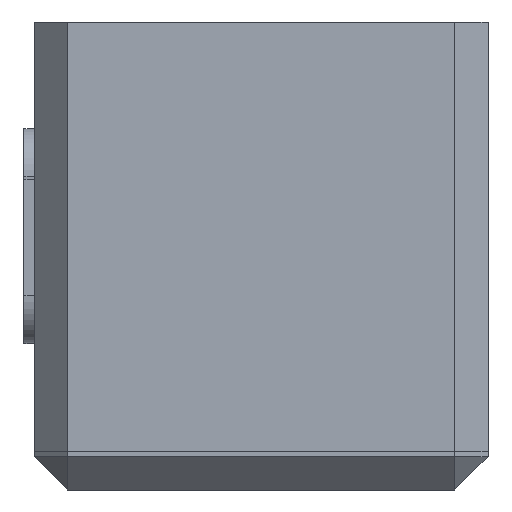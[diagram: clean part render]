
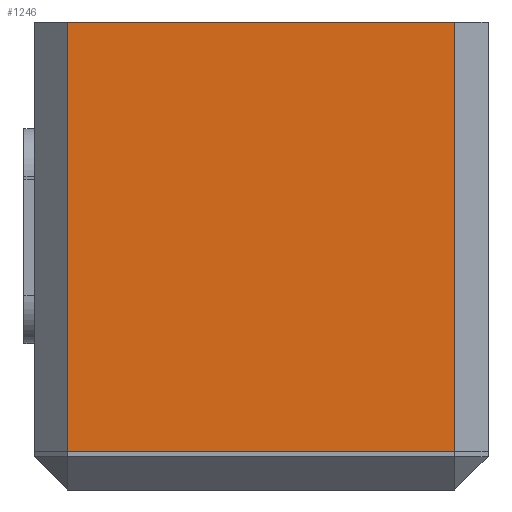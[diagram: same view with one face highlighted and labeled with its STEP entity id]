
A CAD part, left-side view. The second image highlights one B-rep face of the part: STEP entity #1246.
In plain terms, the highlighted planar face has unit normal (-1, 0, 0).
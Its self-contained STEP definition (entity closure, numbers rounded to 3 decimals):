
#491 = EDGE_CURVE('',#492,#494,#496,.T.);
#492 = VERTEX_POINT('',#493);
#493 = CARTESIAN_POINT('',(-17.312,7.574,1.5));
#494 = VERTEX_POINT('',#495);
#495 = CARTESIAN_POINT('',(-17.312,-7.574,1.5));
#496 = LINE('',#497,#498);
#497 = CARTESIAN_POINT('',(-17.312,8.874,1.5));
#498 = VECTOR('',#499,1.);
#499 = DIRECTION('',(0.,-1.,0.));
#1246 = ADVANCED_FACE('',(#1247),#1272,.F.);
#1247 = FACE_BOUND('',#1248,.F.);
#1248 = EDGE_LOOP('',(#1249,#1250,#1258,#1266));
#1249 = ORIENTED_EDGE('',*,*,#491,.F.);
#1250 = ORIENTED_EDGE('',*,*,#1251,.T.);
#1251 = EDGE_CURVE('',#492,#1252,#1254,.T.);
#1252 = VERTEX_POINT('',#1253);
#1253 = CARTESIAN_POINT('',(-17.312,7.574,18.3));
#1254 = LINE('',#1255,#1256);
#1255 = CARTESIAN_POINT('',(-17.312,7.574,1.5));
#1256 = VECTOR('',#1257,1.);
#1257 = DIRECTION('',(0.,0.,1.));
#1258 = ORIENTED_EDGE('',*,*,#1259,.T.);
#1259 = EDGE_CURVE('',#1252,#1260,#1262,.T.);
#1260 = VERTEX_POINT('',#1261);
#1261 = CARTESIAN_POINT('',(-17.312,-7.574,18.3));
#1262 = LINE('',#1263,#1264);
#1263 = CARTESIAN_POINT('',(-17.312,8.874,18.3));
#1264 = VECTOR('',#1265,1.);
#1265 = DIRECTION('',(0.,-1.,0.));
#1266 = ORIENTED_EDGE('',*,*,#1267,.F.);
#1267 = EDGE_CURVE('',#494,#1260,#1268,.T.);
#1268 = LINE('',#1269,#1270);
#1269 = CARTESIAN_POINT('',(-17.312,-7.574,1.5));
#1270 = VECTOR('',#1271,1.);
#1271 = DIRECTION('',(0.,0.,1.));
#1272 = PLANE('',#1273);
#1273 = AXIS2_PLACEMENT_3D('',#1274,#1275,#1276);
#1274 = CARTESIAN_POINT('',(-17.312,8.874,1.5));
#1275 = DIRECTION('',(1.,0.,0.));
#1276 = DIRECTION('',(0.,-1.,0.));
